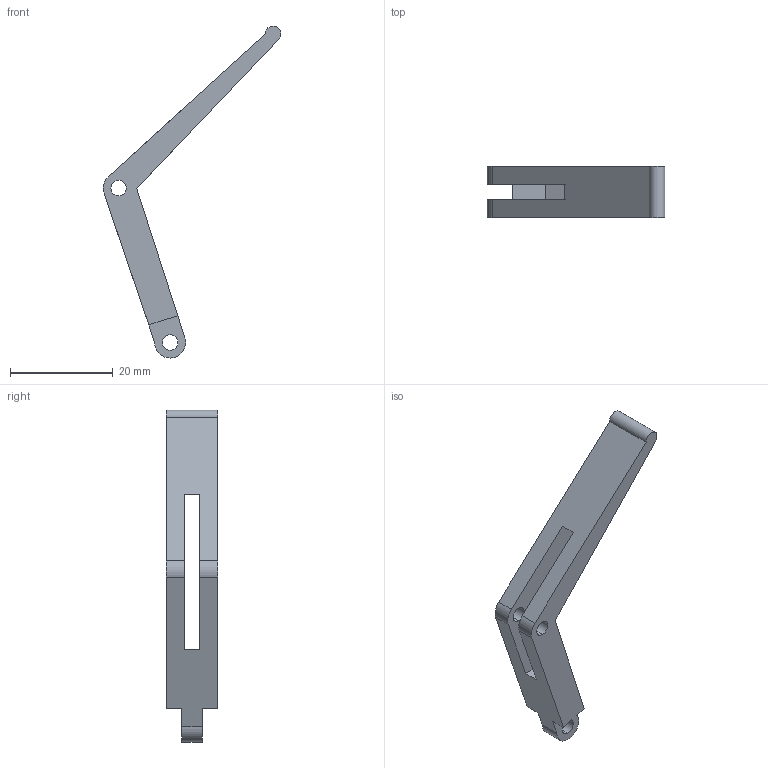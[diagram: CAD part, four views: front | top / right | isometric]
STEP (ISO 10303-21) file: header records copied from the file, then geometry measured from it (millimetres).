
FILE_DESCRIPTION (( 'STEP AP203' ), '1' );
FILE_NAME ('Gripper2_Predeterminado_sldprt.STEP', '2021-06-26T07:28:47', ( '' ), ( '' ), 'SwSTEP 2.0', 'SolidWorks 2020', '' );
FILE_SCHEMA (( 'CONFIG_CONTROL_DESIGN' ));
Length unit declared in the file: centimetre
Products named in the file (1): Gripper2_Predeterminado_sldprt
Bounding box: 34.49 x 10 x 64.5 mm (x, y, z)
Volume: 2891.8 mm3; surface area: 2584.9 mm2
Topology: 1 solids, 1 shells, 25 faces, 75 edges, 50 vertices
Faces by surface type: plane 14, cylinder 11
Entity records: 944 total; most frequent: CARTESIAN_POINT 151, ORIENTED_EDGE 150, DIRECTION 149, EDGE_CURVE 75, VECTOR 53, LINE 53, VERTEX_POINT 50, AXIS2_PLACEMENT_3D 48
